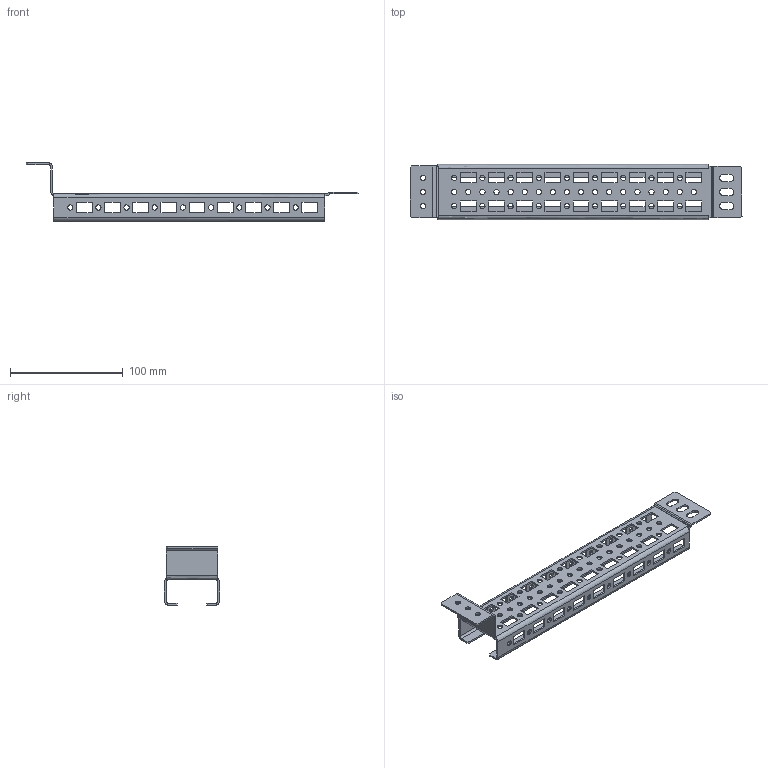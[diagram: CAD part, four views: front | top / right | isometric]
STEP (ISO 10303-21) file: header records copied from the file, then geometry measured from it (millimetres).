
FILE_DESCRIPTION((''),'2;1');
FILE_NAME('PMB400.stp','2017-09-06T12:21:57',('User'),('SDRC'), 'I-DEAS Master Series','UNIX','Yes');
FILE_SCHEMA(('CONFIG_CONTROL_DESIGN', 'GEOMETRIC_VALIDATION_PROPERTIES_MIM','SHAPE_APPEARANCE_LAYER_MIM'));
Length unit declared in the file: millimetre
Bounding box: 294.5 x 49 x 51.5 mm (x, y, z)
Volume: 36283.1 mm3; surface area: 53579.3 mm2
Topology: 1 solids, 1 shells, 279 faces, 819 edges, 542 vertices
Faces by surface type: bspline 279
Entity records: 9779 total; most frequent: CARTESIAN_POINT 4581, ORIENTED_EDGE 1638, EDGE_CURVE 819, QUASI_UNIFORM_CURVE 627, VERTEX_POINT 542, EDGE_LOOP 471, FACE_OUTER_BOUND 279, ADVANCED_FACE 279
